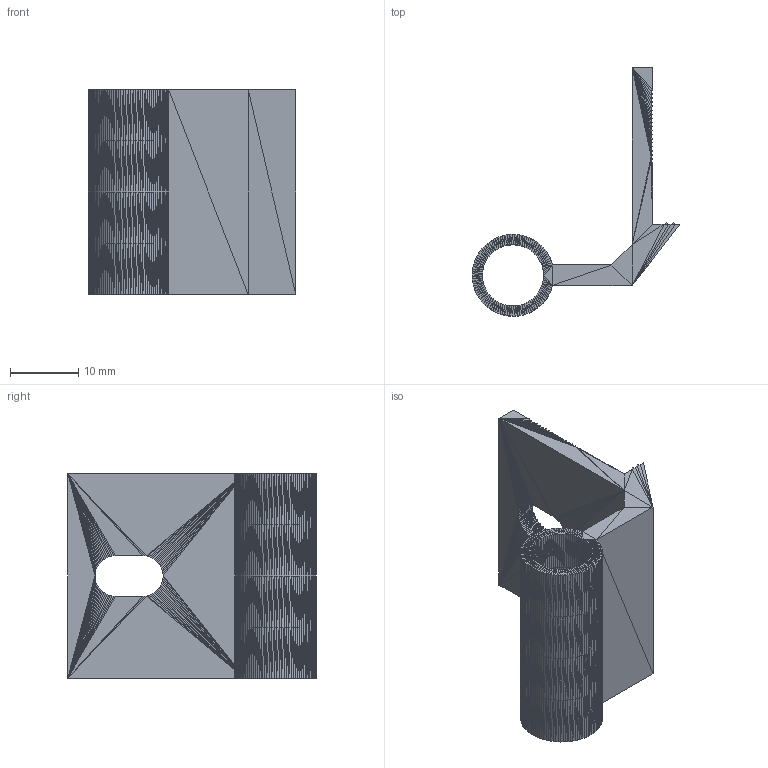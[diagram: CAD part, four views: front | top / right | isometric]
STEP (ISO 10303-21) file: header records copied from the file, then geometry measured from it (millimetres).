
FILE_DESCRIPTION(('FreeCAD Model'),'2;1');
FILE_NAME('Open CASCADE Shape Model','2022-06-13T07:28:14',('Author'),( ''),'Open CASCADE STEP processor 7.5','FreeCAD','Unknown');
FILE_SCHEMA(('AUTOMOTIVE_DESIGN { 1 0 10303 214 1 1 1 1 }'));
Products named in the file (1): Charni__re_porte_Tabbert001
Bounding box: 30.5 x 36.5 x 30 mm (x, y, z)
Surface area: 5068.5 mm2 (no closed solid volume)
Topology: 0 solids, 1 shells, 2648 faces, 3972 edges, 1322 vertices
Faces by surface type: plane 2648
Entity records: 99326 total; most frequent: CARTESIAN_POINT 19859, DIRECTION 13242, ORIENTED_EDGE 7944, LINE 7944, VECTOR 7944, PCURVE 7944, DEFINITIONAL_REPRESENTATION 7944, EDGE_CURVE 3972
